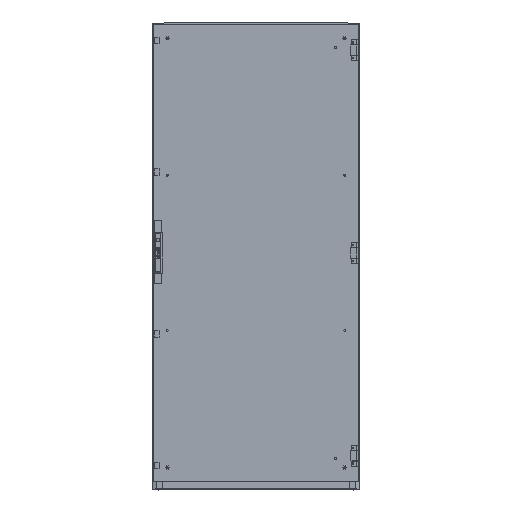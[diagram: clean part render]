
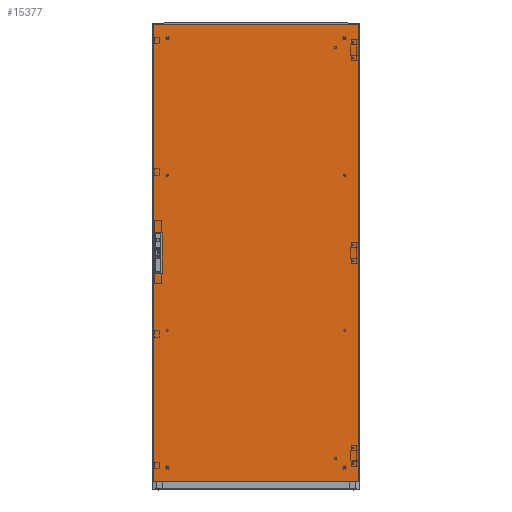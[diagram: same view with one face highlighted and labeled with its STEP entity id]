
A CAD part, top view. The second image highlights one B-rep face of the part: STEP entity #15377.
In plain terms, the highlighted planar face has unit normal (0, 0, 1).
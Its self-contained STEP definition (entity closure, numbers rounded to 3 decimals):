
#3307 = LINE ( 'NONE', #17041, #24923 ) ;
#3396 = VECTOR ( 'NONE', #17674, 1000. ) ;
#5245 = CARTESIAN_POINT ( 'NONE',  ( -363., -78.5, 0. ) ) ;
#5291 = EDGE_CURVE ( 'NONE', #43598, #77157, #77031, .T. ) ;
#6583 = CARTESIAN_POINT ( 'NONE',  ( -393.4, 78.5, 0. ) ) ;
#8391 = CARTESIAN_POINT ( 'NONE',  ( -363., 0., 0. ) ) ;
#10474 = EDGE_CURVE ( 'NONE', #44313, #77157, #19844, .T. ) ;
#14918 = EDGE_LOOP ( 'NONE', ( #86893, #60990, #15307, #83355 ) ) ;
#15307 = ORIENTED_EDGE ( 'NONE', *, *, #49894, .T. ) ;
#15377 = ADVANCED_FACE ( 'NONE', ( #107700, #104774 ), #34347, .T. ) ;
#16344 = DIRECTION ( 'NONE',  ( 0., 0., 1. ) ) ;
#17041 = CARTESIAN_POINT ( 'NONE',  ( -397., 883.5, 0. ) ) ;
#17674 = DIRECTION ( 'NONE',  ( 0., -1., 0. ) ) ;
#18692 = CARTESIAN_POINT ( 'NONE',  ( -393.4, 78.5, 0. ) ) ;
#19844 = LINE ( 'NONE', #99783, #68847 ) ;
#23860 = VECTOR ( 'NONE', #109979, 1000. ) ;
#23868 = ORIENTED_EDGE ( 'NONE', *, *, #76655, .T. ) ;
#24923 = VECTOR ( 'NONE', #91246, 1000. ) ;
#27338 = CARTESIAN_POINT ( 'NONE',  ( 397., 883.5, 0. ) ) ;
#27901 = EDGE_CURVE ( 'NONE', #113242, #44313, #54518, .T. ) ;
#34118 = ORIENTED_EDGE ( 'NONE', *, *, #27901, .F. ) ;
#34347 = PLANE ( 'NONE',  #37845 ) ;
#34614 = VECTOR ( 'NONE', #49455, 1000. ) ;
#36614 = DIRECTION ( 'NONE',  ( 1., 0., 0. ) ) ;
#37845 = AXIS2_PLACEMENT_3D ( 'NONE', #99099, #16344, #80837 ) ;
#42439 = VERTEX_POINT ( 'NONE', #27338 ) ;
#43598 = VERTEX_POINT ( 'NONE', #119337 ) ;
#44087 = EDGE_CURVE ( 'NONE', #63578, #42439, #97579, .T. ) ;
#44266 = DIRECTION ( 'NONE',  ( 1., 0., 0. ) ) ;
#44313 = VERTEX_POINT ( 'NONE', #95245 ) ;
#45049 = CARTESIAN_POINT ( 'NONE',  ( -397., -883.5, 0. ) ) ;
#49455 = DIRECTION ( 'NONE',  ( 0., -1., 0. ) ) ;
#49894 = EDGE_CURVE ( 'NONE', #111629, #85792, #108532, .T. ) ;
#53941 = CARTESIAN_POINT ( 'NONE',  ( 397., 883.5, 0. ) ) ;
#54518 = LINE ( 'NONE', #59994, #61814 ) ;
#57118 = EDGE_CURVE ( 'NONE', #42439, #111629, #3307, .T. ) ;
#57452 = VECTOR ( 'NONE', #36614, 1000. ) ;
#59994 = CARTESIAN_POINT ( 'NONE',  ( -393.4, 0., 0. ) ) ;
#60990 = ORIENTED_EDGE ( 'NONE', *, *, #57118, .T. ) ;
#61807 = DIRECTION ( 'NONE',  ( 1., 0., 0. ) ) ;
#61814 = VECTOR ( 'NONE', #87902, 1000. ) ;
#63318 = LINE ( 'NONE', #101375, #57452 ) ;
#63578 = VERTEX_POINT ( 'NONE', #82301 ) ;
#68333 = ORIENTED_EDGE ( 'NONE', *, *, #10474, .F. ) ;
#68693 = LINE ( 'NONE', #6583, #93345 ) ;
#68847 = VECTOR ( 'NONE', #44266, 1000. ) ;
#76655 = EDGE_CURVE ( 'NONE', #113242, #43598, #68693, .T. ) ;
#77031 = LINE ( 'NONE', #8391, #3396 ) ;
#77157 = VERTEX_POINT ( 'NONE', #5245 ) ;
#80104 = EDGE_CURVE ( 'NONE', #85792, #63578, #63318, .T. ) ;
#80837 = DIRECTION ( 'NONE',  ( 1., 0., 0. ) ) ;
#80938 = CARTESIAN_POINT ( 'NONE',  ( -397., 883.5, 0. ) ) ;
#82301 = CARTESIAN_POINT ( 'NONE',  ( 397., -883.5, 0. ) ) ;
#83355 = ORIENTED_EDGE ( 'NONE', *, *, #80104, .T. ) ;
#85792 = VERTEX_POINT ( 'NONE', #45049 ) ;
#86893 = ORIENTED_EDGE ( 'NONE', *, *, #44087, .T. ) ;
#87206 = EDGE_LOOP ( 'NONE', ( #23868, #89732, #68333, #34118 ) ) ;
#87902 = DIRECTION ( 'NONE',  ( 0., -1., 0. ) ) ;
#89732 = ORIENTED_EDGE ( 'NONE', *, *, #5291, .T. ) ;
#91246 = DIRECTION ( 'NONE',  ( -1., 0., 0. ) ) ;
#93345 = VECTOR ( 'NONE', #61807, 1000. ) ;
#95230 = CARTESIAN_POINT ( 'NONE',  ( -397., 883.5, 0. ) ) ;
#95245 = CARTESIAN_POINT ( 'NONE',  ( -393.4, -78.5, 0. ) ) ;
#97579 = LINE ( 'NONE', #53941, #23860 ) ;
#99099 = CARTESIAN_POINT ( 'NONE',  ( 0., 0., 0. ) ) ;
#99783 = CARTESIAN_POINT ( 'NONE',  ( -393.4, -78.5, 0. ) ) ;
#101375 = CARTESIAN_POINT ( 'NONE',  ( -397., -883.5, 0. ) ) ;
#104774 = FACE_OUTER_BOUND ( 'NONE', #14918, .T. ) ;
#107700 = FACE_BOUND ( 'NONE', #87206, .T. ) ;
#108532 = LINE ( 'NONE', #95230, #34614 ) ;
#109979 = DIRECTION ( 'NONE',  ( 0., 1., 0. ) ) ;
#111629 = VERTEX_POINT ( 'NONE', #80938 ) ;
#113242 = VERTEX_POINT ( 'NONE', #18692 ) ;
#119337 = CARTESIAN_POINT ( 'NONE',  ( -363., 78.5, 0. ) ) ;
